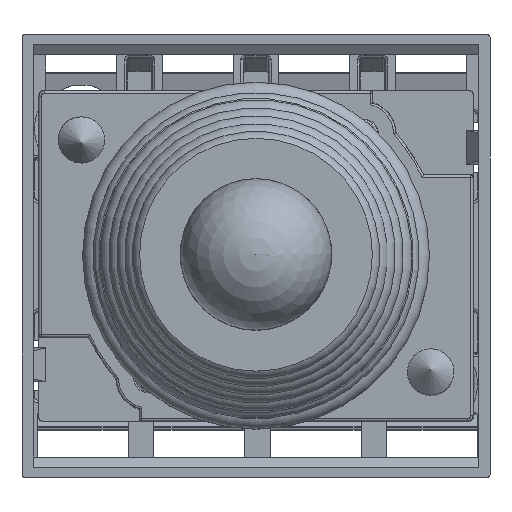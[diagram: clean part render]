
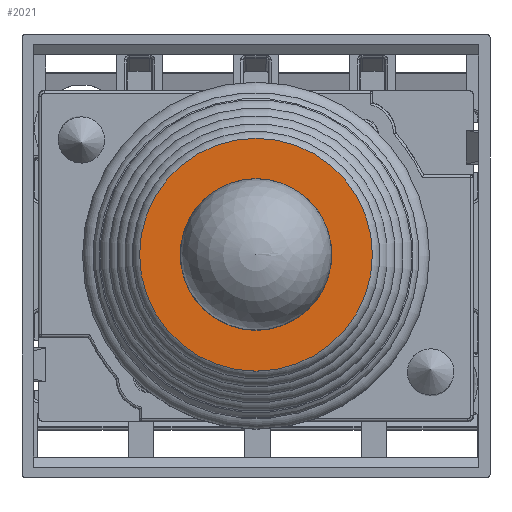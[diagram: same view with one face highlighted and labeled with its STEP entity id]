
A CAD part, top view. The second image highlights one B-rep face of the part: STEP entity #2021.
In plain terms, the highlighted planar face has unit normal (0, 0, 1).
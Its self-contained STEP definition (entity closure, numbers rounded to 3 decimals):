
#430=FACE_BOUND('',#4613,.T.);
#431=FACE_BOUND('',#4614,.T.);
#963=PLANE('',#25304);
#2021=ADVANCED_FACE('',(#430,#431),#963,.T.);
#4613=EDGE_LOOP('',(#14569));
#4614=EDGE_LOOP('',(#14570));
#14569=ORIENTED_EDGE('',*,*,#21656,.T.);
#14570=ORIENTED_EDGE('',*,*,#21662,.F.);
#18170=VERTEX_POINT('',#42247);
#18176=VERTEX_POINT('',#42263);
#21656=EDGE_CURVE('',#18170,#18170,#23216,.T.);
#21662=EDGE_CURVE('',#18176,#18176,#23222,.T.);
#23216=CIRCLE('',#25290,5.481);
#23222=CIRCLE('',#25300,10.);
#25290=AXIS2_PLACEMENT_3D('',#42246,#30878,#30879);
#25300=AXIS2_PLACEMENT_3D('',#42262,#30898,#30899);
#25304=AXIS2_PLACEMENT_3D('',#42268,#30906,#30907);
#30878=DIRECTION('',(0.,0.,-1.));
#30879=DIRECTION('',(0.,-1.,0.));
#30898=DIRECTION('',(0.,0.,-1.));
#30899=DIRECTION('',(0.,1.,0.));
#30906=DIRECTION('',(0.,0.,1.));
#30907=DIRECTION('',(0.,-1.,0.));
#42246=CARTESIAN_POINT('',(0.,0.,
74.55));
#42247=CARTESIAN_POINT('',(0.,-5.481,74.55));
#42262=CARTESIAN_POINT('',(0.,0.,
74.55));
#42263=CARTESIAN_POINT('',(0.,10.,74.55));
#42268=CARTESIAN_POINT('',(10.,0.,74.55));
